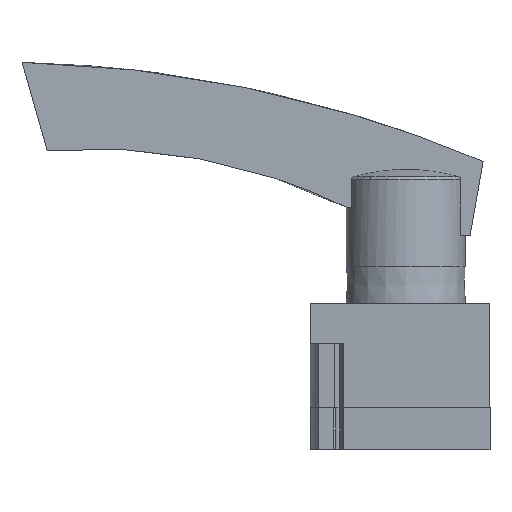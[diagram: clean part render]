
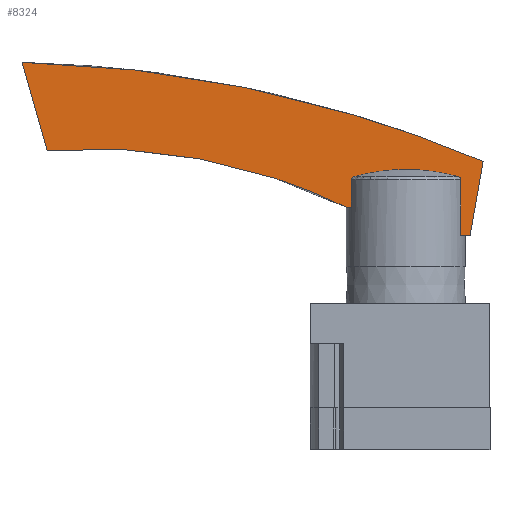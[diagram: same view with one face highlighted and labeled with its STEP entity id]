
A CAD part, top view. The second image highlights one B-rep face of the part: STEP entity #8324.
In plain terms, the highlighted planar face has unit normal (0.013, 0, 1).
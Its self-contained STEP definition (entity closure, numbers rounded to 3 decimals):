
#37=ELLIPSE('',#9215,421.037,421.);
#38=ELLIPSE('',#9216,195.017,195.);
#169=B_SPLINE_CURVE_WITH_KNOTS('',3,(#14386,#14387,#14388,#14389),
 .UNSPECIFIED.,.F.,.F.,(4,4),(0.,0.001),
 .UNSPECIFIED.);
#170=B_SPLINE_CURVE_WITH_KNOTS('',3,(#14393,#14394,#14395,#14396),
 .UNSPECIFIED.,.F.,.F.,(4,4),(0.,0.001),
 .UNSPECIFIED.);
#960=LINE('',#14368,#1650);
#962=LINE('',#14372,#1652);
#963=LINE('',#14375,#1653);
#964=LINE('',#14377,#1654);
#965=LINE('',#14381,#1655);
#966=LINE('',#14384,#1656);
#1650=VECTOR('',#11469,1000.);
#1652=VECTOR('',#11473,1000.);
#1653=VECTOR('',#11474,1000.);
#1654=VECTOR('',#11475,1000.);
#1655=VECTOR('',#11478,1000.);
#1656=VECTOR('',#11481,1000.);
#3708=ORIENTED_EDGE('',*,*,#5079,.F.);
#3709=ORIENTED_EDGE('',*,*,#5080,.T.);
#3710=ORIENTED_EDGE('',*,*,#5081,.T.);
#3711=ORIENTED_EDGE('',*,*,#5082,.T.);
#3712=ORIENTED_EDGE('',*,*,#5083,.T.);
#3713=ORIENTED_EDGE('',*,*,#5084,.F.);
#3714=ORIENTED_EDGE('',*,*,#5077,.T.);
#3715=ORIENTED_EDGE('',*,*,#5085,.F.);
#3716=ORIENTED_EDGE('',*,*,#5086,.T.);
#3717=ORIENTED_EDGE('',*,*,#5087,.T.);
#3718=ORIENTED_EDGE('',*,*,#5088,.T.);
#5077=EDGE_CURVE('',#5916,#5914,#960,.T.);
#5079=EDGE_CURVE('',#5917,#5918,#962,.F.);
#5080=EDGE_CURVE('',#5917,#5919,#963,.T.);
#5081=EDGE_CURVE('',#5919,#5920,#964,.T.);
#5082=EDGE_CURVE('',#5920,#5921,#37,.F.);
#5083=EDGE_CURVE('',#5921,#5922,#965,.T.);
#5084=EDGE_CURVE('',#5916,#5922,#38,.F.);
#5085=EDGE_CURVE('',#5923,#5914,#966,.T.);
#5086=EDGE_CURVE('',#5923,#5924,#169,.T.);
#5087=EDGE_CURVE('',#5924,#5925,#6311,.T.);
#5088=EDGE_CURVE('',#5925,#5918,#170,.T.);
#5914=VERTEX_POINT('',#14366);
#5916=VERTEX_POINT('',#14369);
#5917=VERTEX_POINT('',#14373);
#5918=VERTEX_POINT('',#14374);
#5919=VERTEX_POINT('',#14376);
#5920=VERTEX_POINT('',#14378);
#5921=VERTEX_POINT('',#14380);
#5922=VERTEX_POINT('',#14382);
#5923=VERTEX_POINT('',#14385);
#5924=VERTEX_POINT('',#14390);
#5925=VERTEX_POINT('',#14392);
#6311=CIRCLE('',#9217,64.501);
#6877=EDGE_LOOP('',(#3708,#3709,#3710,#3711,#3712,#3713,#3714,#3715,#3716,
#3717,#3718));
#7505=FACE_BOUND('',#6877,.T.);
#7859=PLANE('',#9214);
#8324=ADVANCED_FACE('',(#7505),#7859,.F.);
#9214=AXIS2_PLACEMENT_3D('',#14371,#11471,#11472);
#9215=AXIS2_PLACEMENT_3D('',#14379,#11476,#11477);
#9216=AXIS2_PLACEMENT_3D('',#14383,#11479,#11480);
#9217=AXIS2_PLACEMENT_3D('',#14391,#11482,#11483);
#11469=DIRECTION('',(1.,0.,-0.013));
#11471=DIRECTION('',(-0.013,0.,-1.));
#11472=DIRECTION('',(-1.,0.,0.013));
#11473=DIRECTION('',(0.,-1.,0.));
#11474=DIRECTION('',(1.,0.,-0.013));
#11475=DIRECTION('',(0.174,0.985,-0.002));
#11476=DIRECTION('',(-0.013,0.,-1.));
#11477=DIRECTION('',(1.,0.,-0.013));
#11478=DIRECTION('',(0.276,-0.961,-0.004));
#11479=DIRECTION('',(-0.013,0.,-1.));
#11480=DIRECTION('',(1.,0.,-0.013));
#11481=DIRECTION('',(0.,-1.,0.));
#11482=DIRECTION('',(-0.013,0.,-1.));
#11483=DIRECTION('',(-1.,0.,0.013));
#14366=CARTESIAN_POINT('',(-18.204,20.,8.284));
#14368=CARTESIAN_POINT('',(-129.,20.,9.75));
#14369=CARTESIAN_POINT('',(-20.,20.,8.307));
#14371=CARTESIAN_POINT('',(-129.,70.,9.75));
#14372=CARTESIAN_POINT('',(18.417,0.,7.799));
#14373=CARTESIAN_POINT('',(18.417,10.5,7.799));
#14374=CARTESIAN_POINT('',(18.417,29.215,7.799));
#14375=CARTESIAN_POINT('',(-129.,10.5,9.75));
#14376=CARTESIAN_POINT('',(21.527,10.5,7.758));
#14377=CARTESIAN_POINT('',(27.162,42.46,7.683));
#14378=CARTESIAN_POINT('',(25.9,35.3,7.7));
#14379=CARTESIAN_POINT('',(-138.227,-352.39,9.872));
#14380=CARTESIAN_POINT('',(-128.6,68.5,9.745));
#14381=CARTESIAN_POINT('',(-129.028,69.992,9.75));
#14382=CARTESIAN_POINT('',(-120.141,39.,9.633));
#14383=CARTESIAN_POINT('',(-105.156,-155.423,9.434));
#14384=CARTESIAN_POINT('',(-18.204,0.,8.284));
#14385=CARTESIAN_POINT('',(-18.204,29.215,8.284));
#14386=CARTESIAN_POINT('',(-18.204,29.215,8.284));
#14387=CARTESIAN_POINT('',(-18.204,29.658,8.284));
#14388=CARTESIAN_POINT('',(-17.859,30.049,8.279));
#14389=CARTESIAN_POINT('',(-17.433,30.17,8.273));
#14390=CARTESIAN_POINT('',(-17.433,30.17,8.273));
#14391=CARTESIAN_POINT('',(0.106,-31.9,8.041));
#14392=CARTESIAN_POINT('',(17.646,30.17,7.809));
#14393=CARTESIAN_POINT('',(17.646,30.17,7.809));
#14394=CARTESIAN_POINT('',(18.072,30.049,7.804));
#14395=CARTESIAN_POINT('',(18.417,29.659,7.799));
#14396=CARTESIAN_POINT('',(18.417,29.215,7.799));
